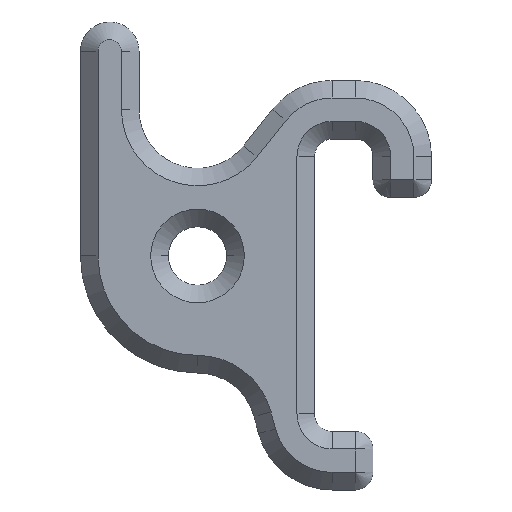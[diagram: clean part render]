
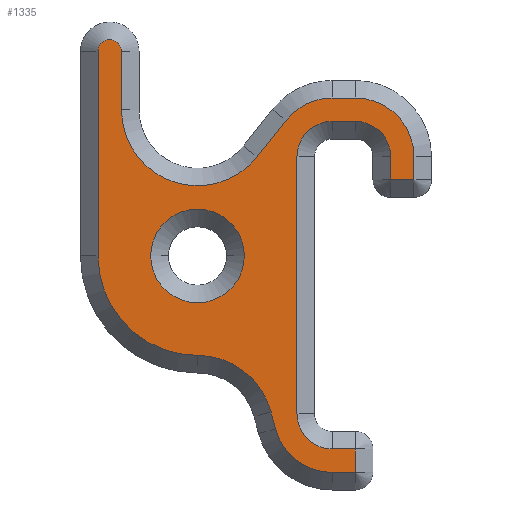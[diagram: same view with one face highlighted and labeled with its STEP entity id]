
A CAD part, top view. The second image highlights one B-rep face of the part: STEP entity #1335.
In plain terms, the highlighted free-form (B-spline) face has degree [1, 1] with [2, 2] control points.
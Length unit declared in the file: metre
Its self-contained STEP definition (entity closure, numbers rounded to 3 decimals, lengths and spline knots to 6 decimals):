
#25=B_SPLINE_SURFACE_WITH_KNOTS('',1,1,((#2067,#2068),(#2069,#2070)),
 .PLANE_SURF.,.F.,.F.,.F.,(2,2),(2,2),(0.,1.),(0.,1.),.UNSPECIFIED.);
#106=LINE('',#2075,#239);
#107=LINE('',#2079,#240);
#108=LINE('',#2081,#241);
#109=LINE('',#2083,#242);
#110=LINE('',#2087,#243);
#111=LINE('',#2091,#244);
#112=LINE('',#2095,#245);
#113=LINE('',#2097,#246);
#114=LINE('',#2099,#247);
#115=LINE('',#2103,#248);
#116=LINE('',#2107,#249);
#117=LINE('',#2111,#250);
#118=LINE('',#2115,#251);
#239=VECTOR('',#1589,1.);
#240=VECTOR('',#1592,1.);
#241=VECTOR('',#1593,1.);
#242=VECTOR('',#1594,1.);
#243=VECTOR('',#1597,1.);
#244=VECTOR('',#1600,1.);
#245=VECTOR('',#1603,1.);
#246=VECTOR('',#1604,1.);
#247=VECTOR('',#1605,1.);
#248=VECTOR('',#1608,1.);
#249=VECTOR('',#1611,1.);
#250=VECTOR('',#1614,1.);
#251=VECTOR('',#1617,1.);
#449=ORIENTED_EDGE('',*,*,#808,.T.);
#450=ORIENTED_EDGE('',*,*,#719,.T.);
#451=ORIENTED_EDGE('',*,*,#809,.T.);
#452=ORIENTED_EDGE('',*,*,#810,.T.);
#453=ORIENTED_EDGE('',*,*,#811,.T.);
#454=ORIENTED_EDGE('',*,*,#812,.T.);
#455=ORIENTED_EDGE('',*,*,#813,.T.);
#456=ORIENTED_EDGE('',*,*,#814,.T.);
#457=ORIENTED_EDGE('',*,*,#815,.T.);
#458=ORIENTED_EDGE('',*,*,#816,.T.);
#459=ORIENTED_EDGE('',*,*,#817,.T.);
#460=ORIENTED_EDGE('',*,*,#818,.T.);
#461=ORIENTED_EDGE('',*,*,#819,.T.);
#462=ORIENTED_EDGE('',*,*,#820,.T.);
#463=ORIENTED_EDGE('',*,*,#821,.T.);
#464=ORIENTED_EDGE('',*,*,#822,.T.);
#465=ORIENTED_EDGE('',*,*,#823,.T.);
#466=ORIENTED_EDGE('',*,*,#824,.T.);
#467=ORIENTED_EDGE('',*,*,#825,.T.);
#468=ORIENTED_EDGE('',*,*,#826,.T.);
#469=ORIENTED_EDGE('',*,*,#827,.T.);
#470=ORIENTED_EDGE('',*,*,#828,.T.);
#471=ORIENTED_EDGE('',*,*,#829,.T.);
#472=ORIENTED_EDGE('',*,*,#830,.T.);
#473=ORIENTED_EDGE('',*,*,#831,.T.);
#719=EDGE_CURVE('',#914,#915,#1020,.F.);
#808=EDGE_CURVE('',#915,#914,#1052,.F.);
#809=EDGE_CURVE('',#972,#973,#1053,.F.);
#810=EDGE_CURVE('',#973,#974,#106,.T.);
#811=EDGE_CURVE('',#974,#975,#1054,.T.);
#812=EDGE_CURVE('',#975,#976,#107,.T.);
#813=EDGE_CURVE('',#976,#977,#108,.T.);
#814=EDGE_CURVE('',#977,#978,#109,.T.);
#815=EDGE_CURVE('',#978,#979,#1055,.F.);
#816=EDGE_CURVE('',#979,#980,#110,.T.);
#817=EDGE_CURVE('',#980,#981,#1056,.F.);
#818=EDGE_CURVE('',#981,#982,#111,.T.);
#819=EDGE_CURVE('',#982,#983,#1057,.F.);
#820=EDGE_CURVE('',#983,#984,#112,.T.);
#821=EDGE_CURVE('',#984,#985,#113,.T.);
#822=EDGE_CURVE('',#985,#986,#114,.T.);
#823=EDGE_CURVE('',#986,#987,#1058,.T.);
#824=EDGE_CURVE('',#987,#988,#115,.T.);
#825=EDGE_CURVE('',#988,#989,#1059,.T.);
#826=EDGE_CURVE('',#989,#990,#116,.T.);
#827=EDGE_CURVE('',#990,#991,#1060,.F.);
#828=EDGE_CURVE('',#991,#992,#117,.T.);
#829=EDGE_CURVE('',#992,#993,#1061,.T.);
#830=EDGE_CURVE('',#993,#994,#118,.T.);
#831=EDGE_CURVE('',#994,#972,#1062,.T.);
#914=VERTEX_POINT('',#1737);
#915=VERTEX_POINT('',#1738);
#972=VERTEX_POINT('',#2073);
#973=VERTEX_POINT('',#2074);
#974=VERTEX_POINT('',#2076);
#975=VERTEX_POINT('',#2078);
#976=VERTEX_POINT('',#2080);
#977=VERTEX_POINT('',#2082);
#978=VERTEX_POINT('',#2084);
#979=VERTEX_POINT('',#2086);
#980=VERTEX_POINT('',#2088);
#981=VERTEX_POINT('',#2090);
#982=VERTEX_POINT('',#2092);
#983=VERTEX_POINT('',#2094);
#984=VERTEX_POINT('',#2096);
#985=VERTEX_POINT('',#2098);
#986=VERTEX_POINT('',#2100);
#987=VERTEX_POINT('',#2102);
#988=VERTEX_POINT('',#2104);
#989=VERTEX_POINT('',#2106);
#990=VERTEX_POINT('',#2108);
#991=VERTEX_POINT('',#2110);
#992=VERTEX_POINT('',#2112);
#993=VERTEX_POINT('',#2114);
#994=VERTEX_POINT('',#2116);
#1020=CIRCLE('',#1408,0.004);
#1052=CIRCLE('',#1440,0.004);
#1053=CIRCLE('',#1441,0.0065);
#1054=CIRCLE('',#1442,0.005);
#1055=CIRCLE('',#1443,0.003);
#1056=CIRCLE('',#1444,0.003);
#1057=CIRCLE('',#1445,0.003);
#1058=CIRCLE('',#1446,0.005);
#1059=CIRCLE('',#1447,0.005);
#1060=CIRCLE('',#1448,0.0065);
#1061=CIRCLE('',#1449,0.001);
#1062=CIRCLE('',#1450,0.0085);
#1105=EDGE_LOOP('',(#449,#450));
#1106=EDGE_LOOP('',(#451,#452,#453,#454,#455,#456,#457,#458,#459,#460,#461,
#462,#463,#464,#465,#466,#467,#468,#469,#470,#471,#472,#473));
#1196=FACE_BOUND('',#1105,.T.);
#1197=FACE_BOUND('',#1106,.T.);
#1335=ADVANCED_FACE('',(#1196,#1197),#25,.T.);
#1408=AXIS2_PLACEMENT_3D('',#1736,#1468,#1469);
#1440=AXIS2_PLACEMENT_3D('',#2071,#1585,#1586);
#1441=AXIS2_PLACEMENT_3D('',#2072,#1587,#1588);
#1442=AXIS2_PLACEMENT_3D('',#2077,#1590,#1591);
#1443=AXIS2_PLACEMENT_3D('',#2085,#1595,#1596);
#1444=AXIS2_PLACEMENT_3D('',#2089,#1598,#1599);
#1445=AXIS2_PLACEMENT_3D('',#2093,#1601,#1602);
#1446=AXIS2_PLACEMENT_3D('',#2101,#1606,#1607);
#1447=AXIS2_PLACEMENT_3D('',#2105,#1609,#1610);
#1448=AXIS2_PLACEMENT_3D('',#2109,#1612,#1613);
#1449=AXIS2_PLACEMENT_3D('',#2113,#1615,#1616);
#1450=AXIS2_PLACEMENT_3D('',#2117,#1618,#1619);
#1468=DIRECTION('',(0.,0.,1.));
#1469=DIRECTION('',(1.,0.,0.));
#1585=DIRECTION('',(0.,0.,1.));
#1586=DIRECTION('',(1.,0.,0.));
#1587=DIRECTION('',(0.,0.,1.));
#1588=DIRECTION('',(1.,0.,0.));
#1589=DIRECTION('',(0.257,-0.967,0.));
#1590=DIRECTION('',(0.,0.,1.));
#1591=DIRECTION('',(1.,0.,0.));
#1592=DIRECTION('',(1.,0.,0.));
#1593=DIRECTION('',(0.,1.,0.));
#1594=DIRECTION('',(-1.,0.,0.));
#1595=DIRECTION('',(0.,0.,1.));
#1596=DIRECTION('',(1.,0.,0.));
#1597=DIRECTION('',(0.,1.,0.));
#1598=DIRECTION('',(0.,0.,1.));
#1599=DIRECTION('',(1.,0.,0.));
#1600=DIRECTION('',(1.,0.,0.));
#1601=DIRECTION('',(0.,0.,1.));
#1602=DIRECTION('',(1.,0.,0.));
#1603=DIRECTION('',(0.,-1.,0.));
#1604=DIRECTION('',(1.,0.,0.));
#1605=DIRECTION('',(0.,1.,0.));
#1606=DIRECTION('',(0.,0.,1.));
#1607=DIRECTION('',(1.,0.,0.));
#1608=DIRECTION('',(-1.,0.,0.));
#1609=DIRECTION('',(0.,0.,1.));
#1610=DIRECTION('',(1.,0.,0.));
#1611=DIRECTION('',(-0.621,-0.784,0.));
#1612=DIRECTION('',(0.,0.,1.));
#1613=DIRECTION('',(1.,0.,0.));
#1614=DIRECTION('',(0.,1.,0.));
#1615=DIRECTION('',(0.,0.,1.));
#1616=DIRECTION('',(1.,0.,0.));
#1617=DIRECTION('',(0.,-1.,0.));
#1618=DIRECTION('',(0.,0.,1.));
#1619=DIRECTION('',(1.,0.,0.));
#1736=CARTESIAN_POINT('',(0.,0.,0.005));
#1737=CARTESIAN_POINT('',(-0.004,0.,0.005));
#1738=CARTESIAN_POINT('',(0.004,0.,0.005));
#2067=CARTESIAN_POINT('',(-0.00985,-0.020361,0.005));
#2068=CARTESIAN_POINT('',(-0.00985,0.020583,0.005));
#2069=CARTESIAN_POINT('',(0.01985,-0.020361,0.005));
#2070=CARTESIAN_POINT('',(0.01985,0.020583,0.005));
#2071=CARTESIAN_POINT('',(0.,0.,0.005));
#2072=CARTESIAN_POINT('',(0.,-0.015,0.005));
#2073=CARTESIAN_POINT('',(0.,-0.0085,0.005));
#2074=CARTESIAN_POINT('',(0.006283,-0.013333,0.005));
#2075=CARTESIAN_POINT('',(0.002893,-0.000559,0.005));
#2076=CARTESIAN_POINT('',(0.006667,-0.014783,0.005));
#2077=CARTESIAN_POINT('',(0.0115,-0.0135,0.005));
#2078=CARTESIAN_POINT('',(0.0115,-0.0185,0.005));
#2079=CARTESIAN_POINT('',(0.005,-0.0185,0.005));
#2080=CARTESIAN_POINT('',(0.0135,-0.0185,0.005));
#2081=CARTESIAN_POINT('',(0.0135,0.,0.005));
#2082=CARTESIAN_POINT('',(0.0135,-0.0165,0.005));
#2083=CARTESIAN_POINT('',(0.005,-0.0165,0.005));
#2084=CARTESIAN_POINT('',(0.0115,-0.0165,0.005));
#2085=CARTESIAN_POINT('',(0.0115,-0.0135,0.005));
#2086=CARTESIAN_POINT('',(0.0085,-0.0135,0.005));
#2087=CARTESIAN_POINT('',(0.0085,0.,0.005));
#2088=CARTESIAN_POINT('',(0.0085,0.0085,0.005));
#2089=CARTESIAN_POINT('',(0.0115,0.0085,0.005));
#2090=CARTESIAN_POINT('',(0.0115,0.0115,0.005));
#2091=CARTESIAN_POINT('',(0.005,0.0115,0.005));
#2092=CARTESIAN_POINT('',(0.0135,0.0115,0.005));
#2093=CARTESIAN_POINT('',(0.0135,0.0085,0.005));
#2094=CARTESIAN_POINT('',(0.0165,0.0085,0.005));
#2095=CARTESIAN_POINT('',(0.0165,0.,0.005));
#2096=CARTESIAN_POINT('',(0.0165,0.0065,0.005));
#2097=CARTESIAN_POINT('',(0.005,0.0065,0.005));
#2098=CARTESIAN_POINT('',(0.0185,0.0065,0.005));
#2099=CARTESIAN_POINT('',(0.0185,0.,0.005));
#2100=CARTESIAN_POINT('',(0.0185,0.0085,0.005));
#2101=CARTESIAN_POINT('',(0.0135,0.0085,0.005));
#2102=CARTESIAN_POINT('',(0.0135,0.0135,0.005));
#2103=CARTESIAN_POINT('',(0.005,0.0135,0.005));
#2104=CARTESIAN_POINT('',(0.0115,0.0135,0.005));
#2105=CARTESIAN_POINT('',(0.0115,0.0085,0.005));
#2106=CARTESIAN_POINT('',(0.007579,0.011603,0.005));
#2107=CARTESIAN_POINT('',(0.00094,0.003213,0.005));
#2108=CARTESIAN_POINT('',(0.005097,0.008466,0.005));
#2109=CARTESIAN_POINT('',(0.,0.0125,0.005));
#2110=CARTESIAN_POINT('',(-0.0065,0.0125,0.005));
#2111=CARTESIAN_POINT('',(-0.0065,0.,0.005));
#2112=CARTESIAN_POINT('',(-0.0065,0.0175,0.005));
#2113=CARTESIAN_POINT('',(-0.0075,0.0175,0.005));
#2114=CARTESIAN_POINT('',(-0.0085,0.0175,0.005));
#2115=CARTESIAN_POINT('',(-0.0085,0.,0.005));
#2116=CARTESIAN_POINT('',(-0.0085,0.,0.005));
#2117=CARTESIAN_POINT('',(0.,0.,0.005));
